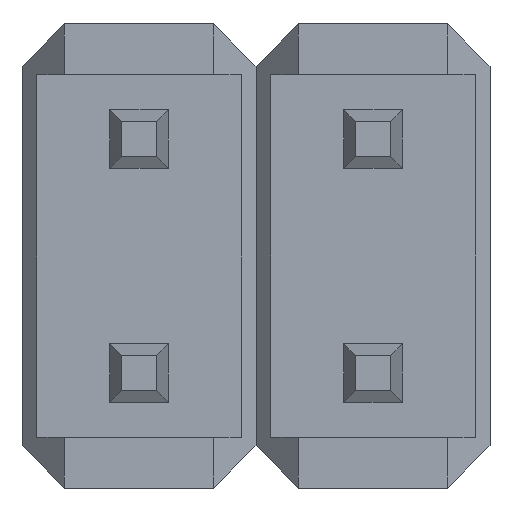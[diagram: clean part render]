
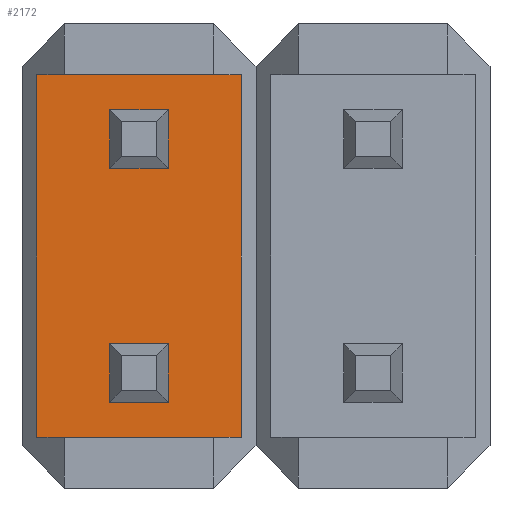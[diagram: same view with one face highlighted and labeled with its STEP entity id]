
A CAD part, front view. The second image highlights one B-rep face of the part: STEP entity #2172.
In plain terms, the highlighted planar face has unit normal (0, -1, 0).
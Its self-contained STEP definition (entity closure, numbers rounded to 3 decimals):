
#34 = EDGE_CURVE ( 'NONE', #3628, #3357, #1640, .T. ) ;
#474 = EDGE_CURVE ( 'NONE', #3234, #3514, #1544, .T. ) ;
#506 = VECTOR ( 'NONE', #2387, 1000. ) ;
#527 = VECTOR ( 'NONE', #2501, 1000. ) ;
#566 = VECTOR ( 'NONE', #2081, 1000. ) ;
#571 = VECTOR ( 'NONE', #2157, 1000. ) ;
#585 = VECTOR ( 'NONE', #2367, 1000. ) ;
#589 = VECTOR ( 'NONE', #2355, 1000. ) ;
#601 = VECTOR ( 'NONE', #2513, 1000. ) ;
#617 = VECTOR ( 'NONE', #2141, 1000. ) ;
#867 = CARTESIAN_POINT ( 'NONE',  ( 1.11, 0.3, 0.7 ) ) ;
#868 = CARTESIAN_POINT ( 'NONE',  ( -1.11, 0.3, -3.24 ) ) ;
#900 = CARTESIAN_POINT ( 'NONE',  ( -0.32, 0.3, -2.86 ) ) ;
#908 = CARTESIAN_POINT ( 'NONE',  ( 0., 0.3, -2.22 ) ) ;
#951 = CARTESIAN_POINT ( 'NONE',  ( 0., 0.3, -2.86 ) ) ;
#953 = CARTESIAN_POINT ( 'NONE',  ( -0.32, 0.3, -0.32 ) ) ;
#955 = CARTESIAN_POINT ( 'NONE',  ( 0., 0.3, 0.32 ) ) ;
#963 = CARTESIAN_POINT ( 'NONE',  ( 1.11, 0.3, -3.24 ) ) ;
#1171 = EDGE_LOOP ( 'NONE', ( #1333, #1211, #3409, #1370 ) ) ;
#1175 = ORIENTED_EDGE ( 'NONE', *, *, #3854, .T. ) ;
#1185 = EDGE_LOOP ( 'NONE', ( #1262, #1199, #1284, #1175 ) ) ;
#1199 = ORIENTED_EDGE ( 'NONE', *, *, #1462, .F. ) ;
#1211 = ORIENTED_EDGE ( 'NONE', *, *, #3850, .F. ) ;
#1262 = ORIENTED_EDGE ( 'NONE', *, *, #4492, .T. ) ;
#1271 = ORIENTED_EDGE ( 'NONE', *, *, #2004, .T. ) ;
#1284 = ORIENTED_EDGE ( 'NONE', *, *, #4157, .T. ) ;
#1291 = ORIENTED_EDGE ( 'NONE', *, *, #4489, .F. ) ;
#1329 = EDGE_LOOP ( 'NONE', ( #1291, #1362, #1381, #1271 ) ) ;
#1333 = ORIENTED_EDGE ( 'NONE', *, *, #3847, .T. ) ;
#1362 = ORIENTED_EDGE ( 'NONE', *, *, #3855, .F. ) ;
#1370 = ORIENTED_EDGE ( 'NONE', *, *, #4493, .T. ) ;
#1381 = ORIENTED_EDGE ( 'NONE', *, *, #474, .F. ) ;
#1462 = EDGE_CURVE ( 'NONE', #3214, #3304, #4239, .T. ) ;
#1507 = DIRECTION ( 'NONE',  ( -1., 0., 0. ) ) ;
#1508 = CARTESIAN_POINT ( 'NONE',  ( -0.32, 0.3, -0.32 ) ) ;
#1544 = LINE ( 'NONE', #1604, #4556 ) ;
#1582 = DIRECTION ( 'NONE',  ( 0., 0., 1. ) ) ;
#1604 = CARTESIAN_POINT ( 'NONE',  ( -1.11, 0.3, -3.81 ) ) ;
#1640 = LINE ( 'NONE', #1508, #4510 ) ;
#2004 = EDGE_CURVE ( 'NONE', #3234, #3220, #3999, .T. ) ;
#2064 = LINE ( 'NONE', #2073, #566 ) ;
#2073 = CARTESIAN_POINT ( 'NONE',  ( -0.32, 0.3, -0.32 ) ) ;
#2081 = DIRECTION ( 'NONE',  ( 0., 0., 1. ) ) ;
#2127 = LINE ( 'NONE', #2129, #571 ) ;
#2129 = CARTESIAN_POINT ( 'NONE',  ( 0.32, 0.3, -2.22 ) ) ;
#2141 = DIRECTION ( 'NONE',  ( 0., 0., -1. ) ) ;
#2150 = CARTESIAN_POINT ( 'NONE',  ( 1.11, 0.3, -3.81 ) ) ;
#2152 = LINE ( 'NONE', #2150, #617 ) ;
#2157 = DIRECTION ( 'NONE',  ( 1., 0., 0. ) ) ;
#2172 = ADVANCED_FACE ( 'NONE', ( #3770, #3757, #3785 ), #4002, .F. ) ;
#2352 = CARTESIAN_POINT ( 'NONE',  ( -0.32, 0.3, -2.86 ) ) ;
#2355 = DIRECTION ( 'NONE',  ( 1., 0., 0. ) ) ;
#2357 = LINE ( 'NONE', #2352, #585 ) ;
#2367 = DIRECTION ( 'NONE',  ( -1., 0., 0. ) ) ;
#2372 = LINE ( 'NONE', #2444, #589 ) ;
#2387 = DIRECTION ( 'NONE',  ( 0., 0., 1. ) ) ;
#2397 = CARTESIAN_POINT ( 'NONE',  ( -0.32, 0.3, 0.32 ) ) ;
#2401 = CARTESIAN_POINT ( 'NONE',  ( -0.32, 0.3, -2.86 ) ) ;
#2439 = CARTESIAN_POINT ( 'NONE',  ( -0.32, 0.3, -2.22 ) ) ;
#2444 = CARTESIAN_POINT ( 'NONE',  ( -2.54, 0.3, 0.7 ) ) ;
#2450 = CARTESIAN_POINT ( 'NONE',  ( 0., 0.3, -0.32 ) ) ;
#2456 = LINE ( 'NONE', #2401, #506 ) ;
#2457 = LINE ( 'NONE', #2504, #527 ) ;
#2480 = LINE ( 'NONE', #2498, #601 ) ;
#2498 = CARTESIAN_POINT ( 'NONE',  ( 0.32, 0.3, 0.32 ) ) ;
#2501 = DIRECTION ( 'NONE',  ( 0., 0., 1. ) ) ;
#2504 = CARTESIAN_POINT ( 'NONE',  ( 0., 0.3, -3.24 ) ) ;
#2513 = DIRECTION ( 'NONE',  ( 1., 0., 0. ) ) ;
#2514 = CARTESIAN_POINT ( 'NONE',  ( -1.11, 0.3, 0.7 ) ) ;
#3214 = VERTEX_POINT ( 'NONE', #951 ) ;
#3220 = VERTEX_POINT ( 'NONE', #963 ) ;
#3234 = VERTEX_POINT ( 'NONE', #868 ) ;
#3282 = VERTEX_POINT ( 'NONE', #867 ) ;
#3304 = VERTEX_POINT ( 'NONE', #908 ) ;
#3313 = VERTEX_POINT ( 'NONE', #900 ) ;
#3346 = VERTEX_POINT ( 'NONE', #955 ) ;
#3357 = VERTEX_POINT ( 'NONE', #953 ) ;
#3409 = ORIENTED_EDGE ( 'NONE', *, *, #34, .T. ) ;
#3514 = VERTEX_POINT ( 'NONE', #2514 ) ;
#3582 = VERTEX_POINT ( 'NONE', #2439 ) ;
#3626 = VERTEX_POINT ( 'NONE', #2397 ) ;
#3628 = VERTEX_POINT ( 'NONE', #2450 ) ;
#3749 = AXIS2_PLACEMENT_3D ( 'NONE', #4042, #3992, #4073 ) ;
#3757 = FACE_BOUND ( 'NONE', #1185, .T. ) ;
#3770 = FACE_BOUND ( 'NONE', #1171, .T. ) ;
#3773 = VECTOR ( 'NONE', #4292, 1000. ) ;
#3785 = FACE_OUTER_BOUND ( 'NONE', #1329, .T. ) ;
#3815 = VECTOR ( 'NONE', #4030, 1000. ) ;
#3847 = EDGE_CURVE ( 'NONE', #3626, #3346, #2480, .T. ) ;
#3850 = EDGE_CURVE ( 'NONE', #3628, #3346, #2457, .T. ) ;
#3854 = EDGE_CURVE ( 'NONE', #3313, #3582, #2456, .T. ) ;
#3855 = EDGE_CURVE ( 'NONE', #3514, #3282, #2372, .T. ) ;
#3992 = DIRECTION ( 'NONE',  ( 0., 1., 0. ) ) ;
#3999 = LINE ( 'NONE', #4045, #3815 ) ;
#4002 = PLANE ( 'NONE',  #3749 ) ;
#4030 = DIRECTION ( 'NONE',  ( 1., 0., 0. ) ) ;
#4042 = CARTESIAN_POINT ( 'NONE',  ( -2.54, 0.3, -3.24 ) ) ;
#4045 = CARTESIAN_POINT ( 'NONE',  ( -2.54, 0.3, -3.24 ) ) ;
#4073 = DIRECTION ( 'NONE',  ( 0., 0., 1. ) ) ;
#4157 = EDGE_CURVE ( 'NONE', #3214, #3313, #2357, .T. ) ;
#4239 = LINE ( 'NONE', #4279, #3773 ) ;
#4279 = CARTESIAN_POINT ( 'NONE',  ( 0., 0.3, -3.24 ) ) ;
#4292 = DIRECTION ( 'NONE',  ( 0., 0., 1. ) ) ;
#4489 = EDGE_CURVE ( 'NONE', #3282, #3220, #2152, .T. ) ;
#4492 = EDGE_CURVE ( 'NONE', #3582, #3304, #2127, .T. ) ;
#4493 = EDGE_CURVE ( 'NONE', #3357, #3626, #2064, .T. ) ;
#4510 = VECTOR ( 'NONE', #1507, 1000. ) ;
#4556 = VECTOR ( 'NONE', #1582, 1000. ) ;
